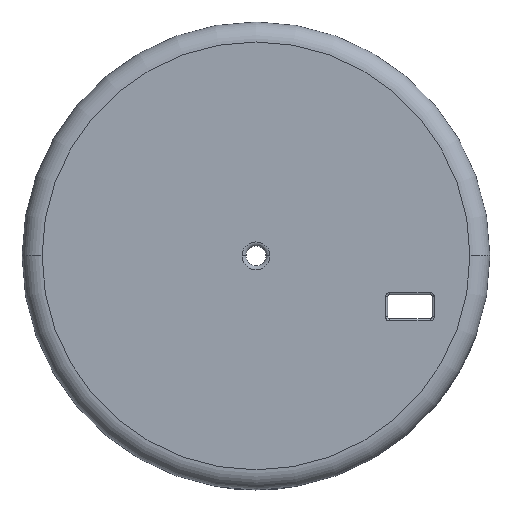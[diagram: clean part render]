
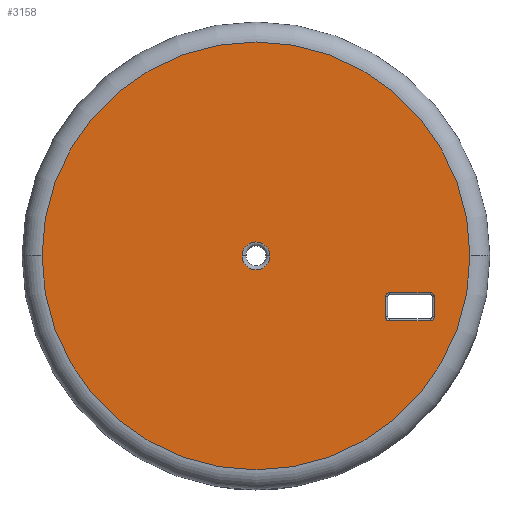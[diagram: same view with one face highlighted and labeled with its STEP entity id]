
A CAD part, top view. The second image highlights one B-rep face of the part: STEP entity #3158.
In plain terms, the highlighted planar face has unit normal (0, 0, 1).
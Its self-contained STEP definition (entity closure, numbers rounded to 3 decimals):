
#136 = ORIENTED_EDGE ( 'NONE', *, *, #11267, .T. ) ;
#143 = LINE ( 'NONE', #4066, #5362 ) ;
#168 = VERTEX_POINT ( 'NONE', #3803 ) ;
#178 = AXIS2_PLACEMENT_3D ( 'NONE', #11982, #3136, #7077 ) ;
#202 = DIRECTION ( 'NONE',  ( 0., 0., 1. ) ) ;
#375 = ORIENTED_EDGE ( 'NONE', *, *, #6611, .T. ) ;
#483 = DIRECTION ( 'NONE',  ( 1., 0., 0. ) ) ;
#489 = CIRCLE ( 'NONE', #7902, 53.5 ) ;
#530 = DIRECTION ( 'NONE',  ( 1., 0., 0. ) ) ;
#746 = DIRECTION ( 'NONE',  ( 0., 1., 0. ) ) ;
#894 = VERTEX_POINT ( 'NONE', #8373 ) ;
#964 = ORIENTED_EDGE ( 'NONE', *, *, #8873, .T. ) ;
#1092 = CARTESIAN_POINT ( 'NONE',  ( 44.56, -15.27, 16.4 ) ) ;
#1189 = CARTESIAN_POINT ( 'NONE',  ( 32.4, -15.27, 16.4 ) ) ;
#1263 = DIRECTION ( 'NONE',  ( -1., 0., 0. ) ) ;
#1287 = AXIS2_PLACEMENT_3D ( 'NONE', #9108, #8208, #530 ) ;
#1584 = CARTESIAN_POINT ( 'NONE',  ( 32.4, -10.19, 16.4 ) ) ;
#1616 = VERTEX_POINT ( 'NONE', #7761 ) ;
#1662 = EDGE_CURVE ( 'NONE', #894, #5261, #489, .T. ) ;
#1692 = ORIENTED_EDGE ( 'NONE', *, *, #11944, .T. ) ;
#1738 = VERTEX_POINT ( 'NONE', #1189 ) ;
#1932 = FACE_OUTER_BOUND ( 'NONE', #8023, .T. ) ;
#2045 = EDGE_CURVE ( 'NONE', #11257, #1616, #9566, .T. ) ;
#2070 = ORIENTED_EDGE ( 'NONE', *, *, #5415, .T. ) ;
#2522 = VERTEX_POINT ( 'NONE', #1092 ) ;
#2586 = CARTESIAN_POINT ( 'NONE',  ( 44.56, 0., 16.4 ) ) ;
#2934 = DIRECTION ( 'NONE',  ( 0., 0., -1. ) ) ;
#3049 = VERTEX_POINT ( 'NONE', #3635 ) ;
#3136 = DIRECTION ( 'NONE',  ( 0., 0., 1. ) ) ;
#3158 = ADVANCED_FACE ( 'NONE', ( #6857, #1932, #5889 ), #11163, .T. ) ;
#3313 = AXIS2_PLACEMENT_3D ( 'NONE', #8353, #11312, #483 ) ;
#3521 = VECTOR ( 'NONE', #7743, 1000. ) ;
#3635 = CARTESIAN_POINT ( 'NONE',  ( -3.5, 0., 16.4 ) ) ;
#3718 = CIRCLE ( 'NONE', #3313, 3.5 ) ;
#3799 = DIRECTION ( 'NONE',  ( 1., 0., 0. ) ) ;
#3803 = CARTESIAN_POINT ( 'NONE',  ( 43.56, -9.19, 16.4 ) ) ;
#4066 = CARTESIAN_POINT ( 'NONE',  ( 0., -9.19, 16.4 ) ) ;
#4227 = LINE ( 'NONE', #8228, #6970 ) ;
#4461 = CIRCLE ( 'NONE', #8178, 1. ) ;
#4625 = CARTESIAN_POINT ( 'NONE',  ( -53.5, 0., 16.4 ) ) ;
#5261 = VERTEX_POINT ( 'NONE', #4625 ) ;
#5352 = EDGE_LOOP ( 'NONE', ( #7174, #6785, #964, #2070, #375, #136, #12746, #7322 ) ) ;
#5362 = VECTOR ( 'NONE', #8013, 1000. ) ;
#5415 = EDGE_CURVE ( 'NONE', #2522, #6071, #4461, .T. ) ;
#5756 = CARTESIAN_POINT ( 'NONE',  ( 33.4, -10.19, 16.4 ) ) ;
#5806 = CARTESIAN_POINT ( 'NONE',  ( 43.56, -16.27, 16.4 ) ) ;
#5832 = DIRECTION ( 'NONE',  ( 0., 0., 1. ) ) ;
#5889 = FACE_BOUND ( 'NONE', #5352, .T. ) ;
#5911 = CARTESIAN_POINT ( 'NONE',  ( 44.56, -10.19, 16.4 ) ) ;
#6071 = VERTEX_POINT ( 'NONE', #5806 ) ;
#6078 = DIRECTION ( 'NONE',  ( 1., 0., 0. ) ) ;
#6095 = AXIS2_PLACEMENT_3D ( 'NONE', #8261, #202, #6078 ) ;
#6111 = CARTESIAN_POINT ( 'NONE',  ( 0., 0., 16.4 ) ) ;
#6271 = CARTESIAN_POINT ( 'NONE',  ( 33.4, -16.27, 16.4 ) ) ;
#6611 = EDGE_CURVE ( 'NONE', #6071, #10259, #4227, .T. ) ;
#6687 = EDGE_CURVE ( 'NONE', #5261, #894, #11707, .T. ) ;
#6785 = ORIENTED_EDGE ( 'NONE', *, *, #11409, .T. ) ;
#6856 = CIRCLE ( 'NONE', #1287, 1. ) ;
#6857 = FACE_BOUND ( 'NONE', #11156, .T. ) ;
#6970 = VECTOR ( 'NONE', #1263, 1000. ) ;
#7077 = DIRECTION ( 'NONE',  ( 1., 0., 0. ) ) ;
#7174 = ORIENTED_EDGE ( 'NONE', *, *, #7313, .T. ) ;
#7235 = CARTESIAN_POINT ( 'NONE',  ( 32.4, -10.19, 16.4 ) ) ;
#7313 = EDGE_CURVE ( 'NONE', #1616, #168, #143, .T. ) ;
#7322 = ORIENTED_EDGE ( 'NONE', *, *, #2045, .T. ) ;
#7743 = DIRECTION ( 'NONE',  ( 0., -1., 0. ) ) ;
#7752 = DIRECTION ( 'NONE',  ( 1., 0., 0. ) ) ;
#7761 = CARTESIAN_POINT ( 'NONE',  ( 33.4, -9.19, 16.4 ) ) ;
#7890 = CARTESIAN_POINT ( 'NONE',  ( 0., 0., 16.4 ) ) ;
#7902 = AXIS2_PLACEMENT_3D ( 'NONE', #7890, #5832, #9955 ) ;
#8013 = DIRECTION ( 'NONE',  ( 1., 0., 0. ) ) ;
#8023 = EDGE_LOOP ( 'NONE', ( #10941, #11799 ) ) ;
#8178 = AXIS2_PLACEMENT_3D ( 'NONE', #11780, #2934, #11124 ) ;
#8208 = DIRECTION ( 'NONE',  ( 0., 0., -1. ) ) ;
#8228 = CARTESIAN_POINT ( 'NONE',  ( 33.4, -16.27, 16.4 ) ) ;
#8261 = CARTESIAN_POINT ( 'NONE',  ( 0., 0., 16.4 ) ) ;
#8353 = CARTESIAN_POINT ( 'NONE',  ( 0., 0., 16.4 ) ) ;
#8373 = CARTESIAN_POINT ( 'NONE',  ( 53.5, 0., 16.4 ) ) ;
#8412 = CARTESIAN_POINT ( 'NONE',  ( 3.5, 0., 16.4 ) ) ;
#8646 = LINE ( 'NONE', #2586, #3521 ) ;
#8873 = EDGE_CURVE ( 'NONE', #9765, #2522, #8646, .T. ) ;
#9108 = CARTESIAN_POINT ( 'NONE',  ( 33.4, -15.27, 16.4 ) ) ;
#9540 = AXIS2_PLACEMENT_3D ( 'NONE', #12640, #9615, #3799 ) ;
#9566 = CIRCLE ( 'NONE', #11001, 1. ) ;
#9615 = DIRECTION ( 'NONE',  ( 0., 0., -1. ) ) ;
#9680 = DIRECTION ( 'NONE',  ( 0., 0., -1. ) ) ;
#9765 = VERTEX_POINT ( 'NONE', #5911 ) ;
#9787 = VECTOR ( 'NONE', #746, 1000. ) ;
#9955 = DIRECTION ( 'NONE',  ( 1., 0., 0. ) ) ;
#10046 = EDGE_CURVE ( 'NONE', #3049, #10859, #3718, .T. ) ;
#10259 = VERTEX_POINT ( 'NONE', #6271 ) ;
#10859 = VERTEX_POINT ( 'NONE', #8412 ) ;
#10941 = ORIENTED_EDGE ( 'NONE', *, *, #1662, .T. ) ;
#11001 = AXIS2_PLACEMENT_3D ( 'NONE', #5756, #9680, #7752 ) ;
#11124 = DIRECTION ( 'NONE',  ( 1., 0., 0. ) ) ;
#11156 = EDGE_LOOP ( 'NONE', ( #1692, #12554 ) ) ;
#11163 = PLANE ( 'NONE',  #6095 ) ;
#11257 = VERTEX_POINT ( 'NONE', #7235 ) ;
#11267 = EDGE_CURVE ( 'NONE', #10259, #1738, #6856, .T. ) ;
#11312 = DIRECTION ( 'NONE',  ( 0., 0., -1. ) ) ;
#11409 = EDGE_CURVE ( 'NONE', #168, #9765, #12423, .T. ) ;
#11628 = CIRCLE ( 'NONE', #11840, 3.5 ) ;
#11707 = CIRCLE ( 'NONE', #178, 53.5 ) ;
#11780 = CARTESIAN_POINT ( 'NONE',  ( 43.56, -15.27, 16.4 ) ) ;
#11799 = ORIENTED_EDGE ( 'NONE', *, *, #6687, .T. ) ;
#11840 = AXIS2_PLACEMENT_3D ( 'NONE', #6111, #12238, #12168 ) ;
#11944 = EDGE_CURVE ( 'NONE', #10859, #3049, #11628, .T. ) ;
#11982 = CARTESIAN_POINT ( 'NONE',  ( 0., 0., 16.4 ) ) ;
#12144 = EDGE_CURVE ( 'NONE', #1738, #11257, #12426, .T. ) ;
#12168 = DIRECTION ( 'NONE',  ( 1., 0., 0. ) ) ;
#12238 = DIRECTION ( 'NONE',  ( 0., 0., -1. ) ) ;
#12423 = CIRCLE ( 'NONE', #9540, 1. ) ;
#12426 = LINE ( 'NONE', #1584, #9787 ) ;
#12554 = ORIENTED_EDGE ( 'NONE', *, *, #10046, .T. ) ;
#12640 = CARTESIAN_POINT ( 'NONE',  ( 43.56, -10.19, 16.4 ) ) ;
#12746 = ORIENTED_EDGE ( 'NONE', *, *, #12144, .T. ) ;
